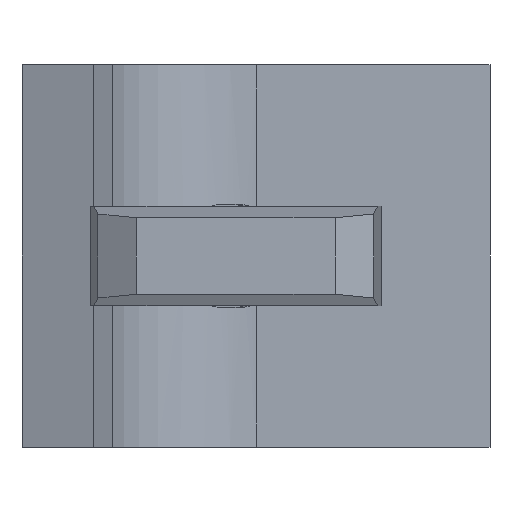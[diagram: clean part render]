
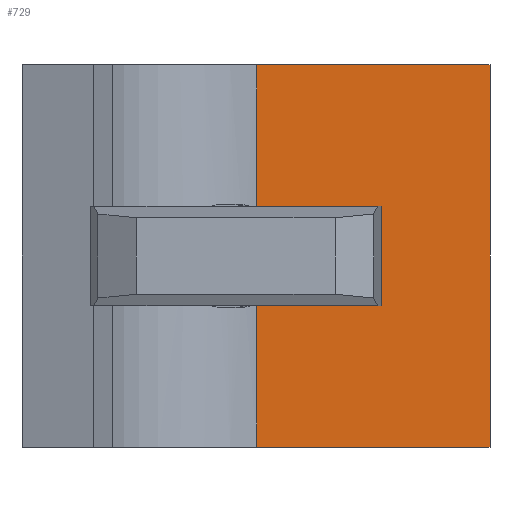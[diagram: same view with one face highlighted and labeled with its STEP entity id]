
A CAD part, front view. The second image highlights one B-rep face of the part: STEP entity #729.
In plain terms, the highlighted planar face has unit normal (0, -1, 0).
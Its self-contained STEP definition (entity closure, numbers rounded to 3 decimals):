
#9 = CARTESIAN_POINT ( 'NONE',  ( 0., 0., -25. ) ) ;
#112 = EDGE_CURVE ( 'NONE', #462, #1061, #1714, .T. ) ;
#138 = DIRECTION ( 'NONE',  ( 0., 1., 0. ) ) ;
#216 = VECTOR ( 'NONE', #782, 1000. ) ;
#260 = CARTESIAN_POINT ( 'NONE',  ( 0., 0., -25. ) ) ;
#261 = VERTEX_POINT ( 'NONE', #1552 ) ;
#265 = DIRECTION ( 'NONE',  ( -1., 0., 0. ) ) ;
#321 = EDGE_CURVE ( 'NONE', #1641, #1061, #1086, .T. ) ;
#371 = CARTESIAN_POINT ( 'NONE',  ( -30.528, 0., -6.177 ) ) ;
#373 = EDGE_CURVE ( 'NONE', #1384, #462, #940, .T. ) ;
#405 = LINE ( 'NONE', #570, #216 ) ;
#432 = ORIENTED_EDGE ( 'NONE', *, *, #486, .T. ) ;
#462 = VERTEX_POINT ( 'NONE', #553 ) ;
#486 = EDGE_CURVE ( 'NONE', #1037, #261, #405, .T. ) ;
#553 = CARTESIAN_POINT ( 'NONE',  ( -30.528, 0., -25. ) ) ;
#570 = CARTESIAN_POINT ( 'NONE',  ( 0., 0., 25. ) ) ;
#622 = EDGE_CURVE ( 'NONE', #1641, #261, #1878, .T. ) ;
#628 = FACE_OUTER_BOUND ( 'NONE', #1744, .T. ) ;
#656 = VECTOR ( 'NONE', #676, 1000. ) ;
#664 = AXIS2_PLACEMENT_3D ( 'NONE', #1241, #138, #265 ) ;
#676 = DIRECTION ( 'NONE',  ( -1., 0., 0. ) ) ;
#687 = ORIENTED_EDGE ( 'NONE', *, *, #321, .T. ) ;
#729 = ADVANCED_FACE ( 'NONE', ( #628 ), #1884, .F. ) ;
#782 = DIRECTION ( 'NONE',  ( -1., 0., 0. ) ) ;
#930 = DIRECTION ( 'NONE',  ( 0., 0., 1. ) ) ;
#939 = CARTESIAN_POINT ( 'NONE',  ( -30.528, 0., 6.177 ) ) ;
#940 = LINE ( 'NONE', #9, #656 ) ;
#964 = DIRECTION ( 'NONE',  ( -1., 0., 0. ) ) ;
#1014 = CARTESIAN_POINT ( 'NONE',  ( 0., 0., -25. ) ) ;
#1037 = VERTEX_POINT ( 'NONE', #1355 ) ;
#1061 = VERTEX_POINT ( 'NONE', #371 ) ;
#1062 = ORIENTED_EDGE ( 'NONE', *, *, #112, .F. ) ;
#1086 = CIRCLE ( 'NONE', #664, 6.75 ) ;
#1157 = CARTESIAN_POINT ( 'NONE',  ( -30.528, 0., -25. ) ) ;
#1164 = DIRECTION ( 'NONE',  ( 0., 1., 0. ) ) ;
#1219 = ORIENTED_EDGE ( 'NONE', *, *, #1960, .T. ) ;
#1241 = CARTESIAN_POINT ( 'NONE',  ( -33.25, 0., 0. ) ) ;
#1355 = CARTESIAN_POINT ( 'NONE',  ( 0., 0., 25. ) ) ;
#1384 = VERTEX_POINT ( 'NONE', #1014 ) ;
#1397 = LINE ( 'NONE', #1611, #1737 ) ;
#1481 = CARTESIAN_POINT ( 'NONE',  ( -30.528, 0., -25. ) ) ;
#1518 = VECTOR ( 'NONE', #930, 1000. ) ;
#1521 = ORIENTED_EDGE ( 'NONE', *, *, #622, .F. ) ;
#1552 = CARTESIAN_POINT ( 'NONE',  ( -30.528, 0., 25. ) ) ;
#1611 = CARTESIAN_POINT ( 'NONE',  ( 0., 0., -25. ) ) ;
#1619 = VECTOR ( 'NONE', #1763, 1000. ) ;
#1641 = VERTEX_POINT ( 'NONE', #939 ) ;
#1656 = DIRECTION ( 'NONE',  ( 0., 0., 1. ) ) ;
#1714 = LINE ( 'NONE', #1157, #1518 ) ;
#1737 = VECTOR ( 'NONE', #1656, 1000. ) ;
#1744 = EDGE_LOOP ( 'NONE', ( #1521, #687, #1062, #1840, #1219, #432 ) ) ;
#1763 = DIRECTION ( 'NONE',  ( 0., 0., 1. ) ) ;
#1840 = ORIENTED_EDGE ( 'NONE', *, *, #373, .F. ) ;
#1878 = LINE ( 'NONE', #1481, #1619 ) ;
#1884 = PLANE ( 'NONE',  #1936 ) ;
#1936 = AXIS2_PLACEMENT_3D ( 'NONE', #260, #1164, #964 ) ;
#1960 = EDGE_CURVE ( 'NONE', #1384, #1037, #1397, .T. ) ;
